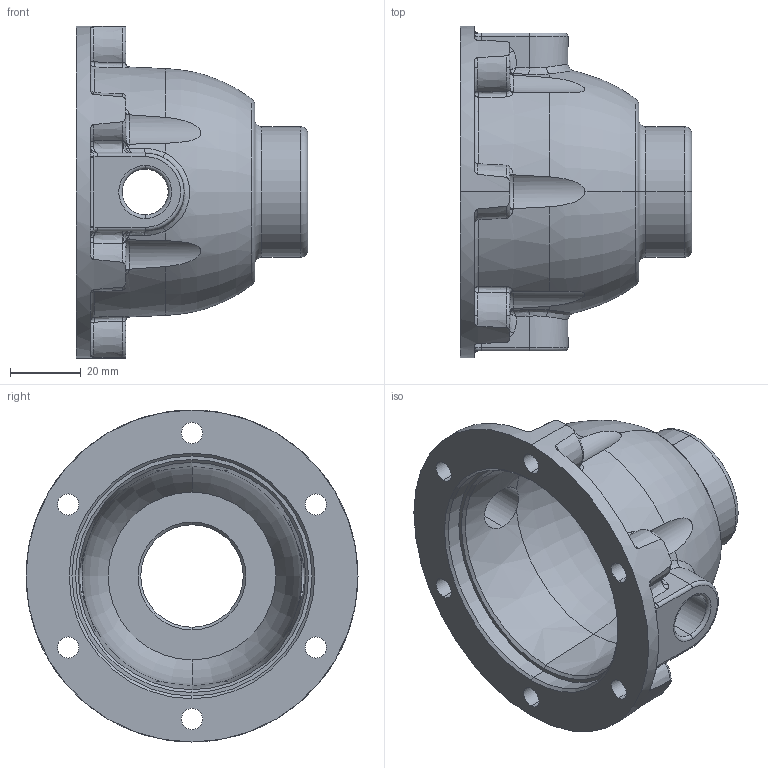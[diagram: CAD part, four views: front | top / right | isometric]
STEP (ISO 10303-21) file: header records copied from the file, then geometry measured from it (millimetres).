
FILE_DESCRIPTION (( 'STEP AP214' ), '1' );
FILE_NAME ('Surf1.STEP', '2020-06-05T14:09:32', ( '' ), ( '' ), 'SwSTEP 2.0', 'SolidWorks 2018', '' );
FILE_SCHEMA (( 'AUTOMOTIVE_DESIGN' ));
Length unit declared in the file: millimetre
Products named in the file (1): Surf1
Bounding box: 65.5 x 94 x 94 mm (x, y, z)
Volume: 74082.4 mm3; surface area: 36001.2 mm2
Topology: 1 solids, 1 shells, 250 faces, 638 edges, 378 vertices
Faces by surface type: bspline 78, torus 73, cylinder 43, cone 30, plane 26
Entity records: 10869 total; most frequent: CARTESIAN_POINT 5395, ORIENTED_EDGE 1252, DIRECTION 1047, EDGE_CURVE 626, AXIS2_PLACEMENT_3D 494, VERTEX_POINT 378, CIRCLE 321, EDGE_LOOP 268
